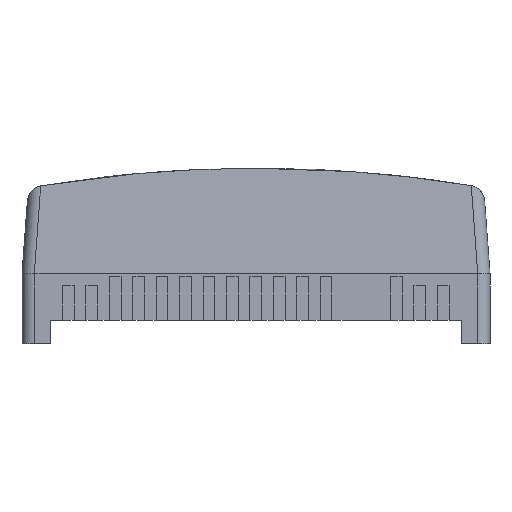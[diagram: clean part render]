
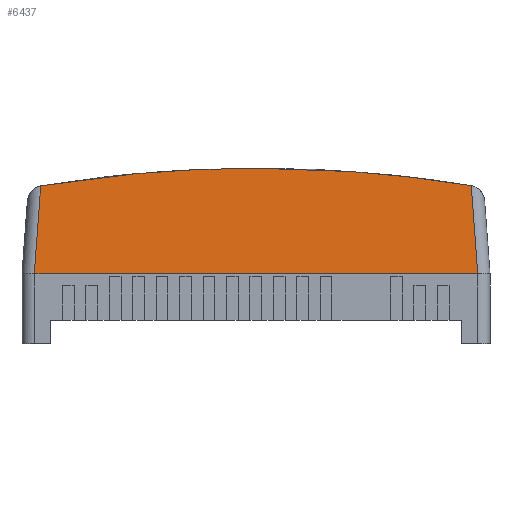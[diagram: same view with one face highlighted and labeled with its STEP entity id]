
A CAD part, left-side view. The second image highlights one B-rep face of the part: STEP entity #6437.
In plain terms, the highlighted planar face has unit normal (-0.997, 0, 0.073).
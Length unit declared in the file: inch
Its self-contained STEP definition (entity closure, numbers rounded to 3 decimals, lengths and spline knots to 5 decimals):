
#74 = VERTEX_POINT ( 'NONE', #8822 ) ;
#108 =( BOUNDED_CURVE ( )  B_SPLINE_CURVE ( 3, ( #6782, #4489, #11671, #11749 ),
 .UNSPECIFIED., .F., .T. ) 
 B_SPLINE_CURVE_WITH_KNOTS ( ( 4, 4 ),
 ( 3.14159, 3.14421 ),
 .UNSPECIFIED. ) 
 CURVE ( )  GEOMETRIC_REPRESENTATION_ITEM ( )  RATIONAL_B_SPLINE_CURVE ( ( 1., 1., 1., 1. ) ) 
 REPRESENTATION_ITEM ( '' )  );
#246 = CARTESIAN_POINT ( 'NONE',  ( -1.18111, -1.49173, 0.31299 ) ) ;
#250 = CARTESIAN_POINT ( 'NONE',  ( -1.13765, 1.44085, 0.90486 ) ) ;
#304 = ORIENTED_EDGE ( 'NONE', *, *, #9635, .T. ) ;
#348 = B_SPLINE_CURVE_WITH_KNOTS ( 'NONE', 3,
 ( #6206, #9997, #8885, #1474 ),
 .UNSPECIFIED., .F., .F.,
 ( 4, 4 ),
 ( 0., 0.2862 ),
 .UNSPECIFIED. ) ;
#635 = CARTESIAN_POINT ( 'NONE',  ( -1.18111, 1.45519, 0.31299 ) ) ;
#764 = DIRECTION ( 'NONE',  ( 0., 1., 0. ) ) ;
#786 = CARTESIAN_POINT ( 'NONE',  ( -1.1375, -1.44143, 0.90693 ) ) ;
#977 = DIRECTION ( 'NONE',  ( -0.073, 0., -0.997 ) ) ;
#1233 = CARTESIAN_POINT ( 'NONE',  ( -1.1375, -1.44143, 0.90693 ) ) ;
#1257 = ORIENTED_EDGE ( 'NONE', *, *, #7216, .F. ) ;
#1474 = CARTESIAN_POINT ( 'NONE',  ( -1.18111, 1.48858, 0.31299 ) ) ;
#1890 = EDGE_CURVE ( 'NONE', #12324, #12076, #11312, .T. ) ;
#1999 = CARTESIAN_POINT ( 'NONE',  ( -1.12897, -0.00662, 1.02309 ) ) ;
#2027 = CARTESIAN_POINT ( 'NONE',  ( -1.18111, -0.06864, 0.31299 ) ) ;
#2317 = LINE ( 'NONE', #15366, #2935 ) ;
#2415 = EDGE_CURVE ( 'NONE', #2926, #74, #14747, .T. ) ;
#2521 = LINE ( 'NONE', #12330, #4387 ) ;
#2596 = ORIENTED_EDGE ( 'NONE', *, *, #15137, .F. ) ;
#2627 = CARTESIAN_POINT ( 'NONE',  ( -1.1375, -1.44143, 0.90693 ) ) ;
#2869 = DIRECTION ( 'NONE',  ( 0., 1., 0.018 ) ) ;
#2926 = VERTEX_POINT ( 'NONE', #14639 ) ;
#2935 = VECTOR ( 'NONE', #4535, 39.37008 ) ;
#3146 = CARTESIAN_POINT ( 'NONE',  ( -1.13753, -1.44378, 0.90655 ) ) ;
#4067 = CARTESIAN_POINT ( 'NONE',  ( -1.18111, -0.08757, 0.28482 ) ) ;
#4197 = CARTESIAN_POINT ( 'NONE',  ( -1.13772, 1.44541, 0.9039 ) ) ;
#4360 = DIRECTION ( 'NONE',  ( 0.997, 0., -0.073 ) ) ;
#4387 = VECTOR ( 'NONE', #13509, 39.37008 ) ;
#4489 = CARTESIAN_POINT ( 'NONE',  ( -1.18111, -1.4918, 0.31299 ) ) ;
#4535 = DIRECTION ( 'NONE',  ( -0.073, 0.073, -0.995 ) ) ;
#5005 = EDGE_CURVE ( 'NONE', #9740, #8753, #6066, .T. ) ;
#5263 = LINE ( 'NONE', #4067, #12334 ) ;
#5358 = ORIENTED_EDGE ( 'NONE', *, *, #14069, .F. ) ;
#5359 = EDGE_CURVE ( 'NONE', #12324, #8114, #108, .T. ) ;
#5888 = CARTESIAN_POINT ( 'NONE',  ( -1.18111, 1.48873, 0.31299 ) ) ;
#6066 =( BOUNDED_CURVE ( )  B_SPLINE_CURVE ( 3, ( #786, #3146, #14938, #12801 ),
 .UNSPECIFIED., .F., .F. ) 
 B_SPLINE_CURVE_WITH_KNOTS ( ( 4, 4 ),
 ( 3.30316, 3.36456 ),
 .UNSPECIFIED. ) 
 CURVE ( )  GEOMETRIC_REPRESENTATION_ITEM ( )  RATIONAL_B_SPLINE_CURVE ( ( 1., 1., 1., 1. ) ) 
 REPRESENTATION_ITEM ( '' )  );
#6206 = CARTESIAN_POINT ( 'NONE',  ( -1.18111, 1.45544, 0.31299 ) ) ;
#6437 = ADVANCED_FACE ( 'NONE', ( #10374 ), #15191, .F. ) ;
#6664 = CARTESIAN_POINT ( 'NONE',  ( -1.13762, 1.43854, 0.90524 ) ) ;
#6782 = CARTESIAN_POINT ( 'NONE',  ( -1.18111, -1.49173, 0.31299 ) ) ;
#6895 = CARTESIAN_POINT ( 'NONE',  ( -1.13186, 0.96056, 0.98372 ) ) ;
#7216 = EDGE_CURVE ( 'NONE', #15144, #11263, #12533, .T. ) ;
#7288 = ORIENTED_EDGE ( 'NONE', *, *, #7751, .F. ) ;
#7385 = CARTESIAN_POINT ( 'NONE',  ( -1.13182, -0.96681, 0.98429 ) ) ;
#7591 = CARTESIAN_POINT ( 'NONE',  ( -1.13762, 1.43854, 0.90524 ) ) ;
#7639 = ORIENTED_EDGE ( 'NONE', *, *, #1890, .F. ) ;
#7751 = EDGE_CURVE ( 'NONE', #15034, #74, #348, .T. ) ;
#7761 = CARTESIAN_POINT ( 'NONE',  ( -1.18111, 1.45544, 0.31299 ) ) ;
#7821 = EDGE_CURVE ( 'NONE', #12076, #15034, #5263, .T. ) ;
#8114 = VERTEX_POINT ( 'NONE', #14644 ) ;
#8753 = VERTEX_POINT ( 'NONE', #9203 ) ;
#8779 = CARTESIAN_POINT ( 'NONE',  ( -1.13772, 1.44541, 0.9039 ) ) ;
#8822 = CARTESIAN_POINT ( 'NONE',  ( -1.18111, 1.48858, 0.31299 ) ) ;
#8885 = CARTESIAN_POINT ( 'NONE',  ( -1.18111, 1.47754, 0.31299 ) ) ;
#8923 = CARTESIAN_POINT ( 'NONE',  ( -1.13768, 1.44313, 0.90441 ) ) ;
#9203 = CARTESIAN_POINT ( 'NONE',  ( -1.1376, -1.44843, 0.90557 ) ) ;
#9233 = AXIS2_PLACEMENT_3D ( 'NONE', #15430, #4360, #977 ) ;
#9520 = CARTESIAN_POINT ( 'NONE',  ( -1.18111, 1.48858, 0.31299 ) ) ;
#9592 = ORIENTED_EDGE ( 'NONE', *, *, #12569, .T. ) ;
#9635 = EDGE_CURVE ( 'NONE', #9803, #2926, #2317, .T. ) ;
#9740 = VERTEX_POINT ( 'NONE', #2627 ) ;
#9758 = VECTOR ( 'NONE', #764, 39.37008 ) ;
#9785 = ORIENTED_EDGE ( 'NONE', *, *, #5005, .F. ) ;
#9803 = VERTEX_POINT ( 'NONE', #4197 ) ;
#9997 = CARTESIAN_POINT ( 'NONE',  ( -1.18111, 1.46649, 0.31299 ) ) ;
#10374 = FACE_OUTER_BOUND ( 'NONE', #12638, .T. ) ;
#10490 =( BOUNDED_CURVE ( )  B_SPLINE_CURVE ( 3, ( #8779, #8923, #250, #7591 ),
 .UNSPECIFIED., .F., .T. ) 
 B_SPLINE_CURVE_WITH_KNOTS ( ( 4, 4 ),
 ( 2.91863, 2.97885 ),
 .UNSPECIFIED. ) 
 CURVE ( )  GEOMETRIC_REPRESENTATION_ITEM ( )  RATIONAL_B_SPLINE_CURVE ( ( 1., 1., 1., 1. ) ) 
 REPRESENTATION_ITEM ( '' )  );
#10704 = CARTESIAN_POINT ( 'NONE',  ( -1.18111, 1.48866, 0.31299 ) ) ;
#11034 = CARTESIAN_POINT ( 'NONE',  ( -1.12897, -0.00662, 1.02309 ) ) ;
#11263 = VERTEX_POINT ( 'NONE', #11397 ) ;
#11312 = LINE ( 'NONE', #2027, #9758 ) ;
#11397 = CARTESIAN_POINT ( 'NONE',  ( -1.12897, -0.00662, 1.02309 ) ) ;
#11671 = CARTESIAN_POINT ( 'NONE',  ( -1.18111, -1.49187, 0.31299 ) ) ;
#11749 = CARTESIAN_POINT ( 'NONE',  ( -1.18111, -1.49195, 0.313 ) ) ;
#12076 = VERTEX_POINT ( 'NONE', #635 ) ;
#12116 =( BOUNDED_CURVE ( )  B_SPLINE_CURVE ( 3, ( #11034, #13328, #7385, #1233 ),
 .UNSPECIFIED., .F., .F. ) 
 B_SPLINE_CURVE_WITH_KNOTS ( ( 4, 4 ),
 ( 3.14159, 3.30316 ),
 .UNSPECIFIED. ) 
 CURVE ( )  GEOMETRIC_REPRESENTATION_ITEM ( )  RATIONAL_B_SPLINE_CURVE ( ( 1., 0.998, 0.998, 1. ) ) 
 REPRESENTATION_ITEM ( '' )  );
#12130 = ORIENTED_EDGE ( 'NONE', *, *, #2415, .T. ) ;
#12324 = VERTEX_POINT ( 'NONE', #246 ) ;
#12330 = CARTESIAN_POINT ( 'NONE',  ( -1.14573, -1.45656, 0.79482 ) ) ;
#12334 = VECTOR ( 'NONE', #2869, 39.37008 ) ;
#12533 =( BOUNDED_CURVE ( )  B_SPLINE_CURVE ( 3, ( #6664, #6895, #12678, #1999 ),
 .UNSPECIFIED., .F., .F. ) 
 B_SPLINE_CURVE_WITH_KNOTS ( ( 4, 4 ),
 ( 2.97885, 3.14159 ),
 .UNSPECIFIED. ) 
 CURVE ( )  GEOMETRIC_REPRESENTATION_ITEM ( )  RATIONAL_B_SPLINE_CURVE ( ( 1., 0.998, 0.998, 1. ) ) 
 REPRESENTATION_ITEM ( '' )  );
#12569 = EDGE_CURVE ( 'NONE', #8114, #8753, #2521, .T. ) ;
#12638 = EDGE_LOOP ( 'NONE', ( #7639, #13757, #9592, #9785, #2596, #1257, #5358, #304, #12130, #7288, #13071 ) ) ;
#12678 = CARTESIAN_POINT ( 'NONE',  ( -1.12897, 0.47777, 1.02309 ) ) ;
#12801 = CARTESIAN_POINT ( 'NONE',  ( -1.1376, -1.44843, 0.90557 ) ) ;
#12993 = CARTESIAN_POINT ( 'NONE',  ( -1.18111, 1.4888, 0.313 ) ) ;
#13071 = ORIENTED_EDGE ( 'NONE', *, *, #7821, .F. ) ;
#13328 = CARTESIAN_POINT ( 'NONE',  ( -1.12897, -0.4875, 1.02309 ) ) ;
#13509 = DIRECTION ( 'NONE',  ( 0.073, 0.073, 0.995 ) ) ;
#13757 = ORIENTED_EDGE ( 'NONE', *, *, #5359, .T. ) ;
#14069 = EDGE_CURVE ( 'NONE', #9803, #15144, #10490, .T. ) ;
#14639 = CARTESIAN_POINT ( 'NONE',  ( -1.18111, 1.4888, 0.313 ) ) ;
#14644 = CARTESIAN_POINT ( 'NONE',  ( -1.18111, -1.49195, 0.313 ) ) ;
#14664 = CARTESIAN_POINT ( 'NONE',  ( -1.13762, 1.43854, 0.90524 ) ) ;
#14747 =( BOUNDED_CURVE ( )  B_SPLINE_CURVE ( 3, ( #12993, #5888, #10704, #9520 ),
 .UNSPECIFIED., .F., .F. ) 
 B_SPLINE_CURVE_WITH_KNOTS ( ( 4, 4 ),
 ( 6.28057, 6.28319 ),
 .UNSPECIFIED. ) 
 CURVE ( )  GEOMETRIC_REPRESENTATION_ITEM ( )  RATIONAL_B_SPLINE_CURVE ( ( 1., 1., 1., 1. ) ) 
 REPRESENTATION_ITEM ( '' )  );
#14938 = CARTESIAN_POINT ( 'NONE',  ( -1.13756, -1.44611, 0.90609 ) ) ;
#15034 = VERTEX_POINT ( 'NONE', #7761 ) ;
#15137 = EDGE_CURVE ( 'NONE', #11263, #9740, #12116, .T. ) ;
#15144 = VERTEX_POINT ( 'NONE', #14664 ) ;
#15191 = PLANE ( 'NONE',  #9233 ) ;
#15366 = CARTESIAN_POINT ( 'NONE',  ( -1.18155, 1.48924, 0.307 ) ) ;
#15430 = CARTESIAN_POINT ( 'NONE',  ( -1.24798, -1.57441, -0.59754 ) ) ;
